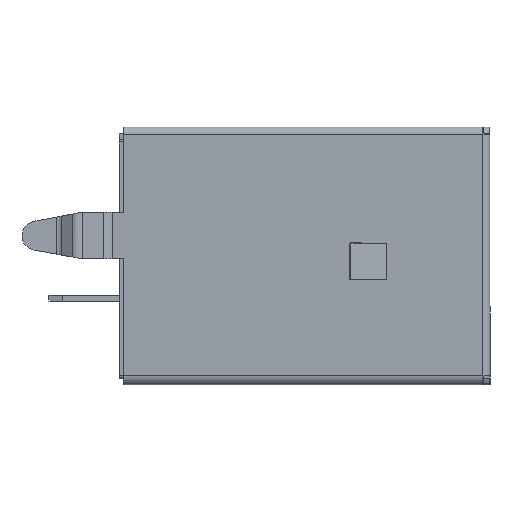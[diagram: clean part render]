
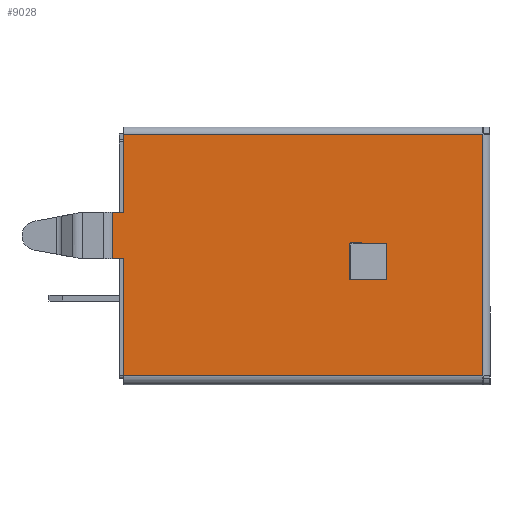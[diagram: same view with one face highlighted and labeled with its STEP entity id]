
A CAD part, left-side view. The second image highlights one B-rep face of the part: STEP entity #9028.
In plain terms, the highlighted planar face has unit normal (-1, 0, 0).
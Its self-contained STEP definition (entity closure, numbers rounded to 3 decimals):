
#2135=ORIENTED_EDGE('',*,*,#3858,.T.);
#2136=ORIENTED_EDGE('',*,*,#3816,.T.);
#2137=ORIENTED_EDGE('',*,*,#3859,.T.);
#2138=ORIENTED_EDGE('',*,*,#3826,.F.);
#2139=ORIENTED_EDGE('',*,*,#3860,.T.);
#2140=ORIENTED_EDGE('',*,*,#3861,.T.);
#2141=ORIENTED_EDGE('',*,*,#3862,.T.);
#2142=ORIENTED_EDGE('',*,*,#3863,.T.);
#2143=ORIENTED_EDGE('',*,*,#3864,.T.);
#2144=ORIENTED_EDGE('',*,*,#3865,.T.);
#2145=ORIENTED_EDGE('',*,*,#3866,.T.);
#2146=ORIENTED_EDGE('',*,*,#3867,.T.);
#3816=EDGE_CURVE('',#4817,#4816,#5916,.T.);
#3826=EDGE_CURVE('',#4826,#4827,#5923,.T.);
#3858=EDGE_CURVE('',#4847,#4817,#5944,.T.);
#3859=EDGE_CURVE('',#4816,#4827,#5945,.T.);
#3860=EDGE_CURVE('',#4826,#4848,#5946,.T.);
#3861=EDGE_CURVE('',#4848,#4849,#5947,.T.);
#3862=EDGE_CURVE('',#4849,#4850,#5948,.T.);
#3863=EDGE_CURVE('',#4850,#4847,#5949,.T.);
#3864=EDGE_CURVE('',#4851,#4852,#5950,.T.);
#3865=EDGE_CURVE('',#4852,#4853,#5951,.T.);
#3866=EDGE_CURVE('',#4853,#4854,#5952,.T.);
#3867=EDGE_CURVE('',#4854,#4851,#5953,.T.);
#4816=VERTEX_POINT('',#14896);
#4817=VERTEX_POINT('',#14898);
#4826=VERTEX_POINT('',#14917);
#4827=VERTEX_POINT('',#14919);
#4847=VERTEX_POINT('',#14981);
#4848=VERTEX_POINT('',#14984);
#4849=VERTEX_POINT('',#14986);
#4850=VERTEX_POINT('',#14988);
#4851=VERTEX_POINT('',#14991);
#4852=VERTEX_POINT('',#14992);
#4853=VERTEX_POINT('',#14994);
#4854=VERTEX_POINT('',#14996);
#5916=LINE('',#14897,#7054);
#5923=LINE('',#14918,#7061);
#5944=LINE('',#14980,#7082);
#5945=LINE('',#14982,#7083);
#5946=LINE('',#14983,#7084);
#5947=LINE('',#14985,#7085);
#5948=LINE('',#14987,#7086);
#5949=LINE('',#14989,#7087);
#5950=LINE('',#14990,#7088);
#5951=LINE('',#14993,#7089);
#5952=LINE('',#14995,#7090);
#5953=LINE('',#14997,#7091);
#7054=VECTOR('',#12252,1000.);
#7061=VECTOR('',#12267,1000.);
#7082=VECTOR('',#12330,1000.);
#7083=VECTOR('',#12331,1000.);
#7084=VECTOR('',#12332,1000.);
#7085=VECTOR('',#12333,1000.);
#7086=VECTOR('',#12334,1000.);
#7087=VECTOR('',#12335,1000.);
#7088=VECTOR('',#12336,1000.);
#7089=VECTOR('',#12337,1000.);
#7090=VECTOR('',#12338,1000.);
#7091=VECTOR('',#12339,1000.);
#7682=EDGE_LOOP('',(#2135,#2136,#2137,#2138,#2139,#2140,#2141,#2142));
#7683=EDGE_LOOP('',(#2143,#2144,#2145,#2146));
#8162=FACE_BOUND('',#7682,.T.);
#8163=FACE_BOUND('',#7683,.T.);
#8610=PLANE('',#10417);
#9028=ADVANCED_FACE('',(#8162,#8163),#8610,.T.);
#10417=AXIS2_PLACEMENT_3D('',#14979,#12328,#12329);
#12252=DIRECTION('',(0.,1.,0.));
#12267=DIRECTION('',(0.,1.,0.));
#12328=DIRECTION('',(-1.,0.,0.));
#12329=DIRECTION('',(0.,-1.,0.));
#12330=DIRECTION('',(0.,0.,-1.));
#12331=DIRECTION('',(0.,0.,-1.));
#12332=DIRECTION('',(0.,0.,-1.));
#12333=DIRECTION('',(0.,-1.,0.));
#12334=DIRECTION('',(0.,0.,1.));
#12335=DIRECTION('',(0.,1.,0.));
#12336=DIRECTION('',(0.,0.,1.));
#12337=DIRECTION('',(0.,-1.,0.));
#12338=DIRECTION('',(0.,0.,-1.));
#12339=DIRECTION('',(0.,1.,0.));
#14896=CARTESIAN_POINT('',(-6.1,16.4,1.89));
#14897=CARTESIAN_POINT('',(-6.1,15.9,1.89));
#14898=CARTESIAN_POINT('',(-6.1,15.9,1.89));
#14917=CARTESIAN_POINT('',(-6.1,15.9,-0.11));
#14918=CARTESIAN_POINT('',(-6.1,15.9,-0.11));
#14919=CARTESIAN_POINT('',(-6.1,16.4,-0.11));
#14979=CARTESIAN_POINT('',(-6.1,0.,0.));
#14980=CARTESIAN_POINT('',(-6.1,15.9,5.6));
#14981=CARTESIAN_POINT('',(-6.1,15.9,5.29));
#14982=CARTESIAN_POINT('',(-6.1,16.4,1.89));
#14983=CARTESIAN_POINT('',(-6.1,15.9,5.6));
#14984=CARTESIAN_POINT('',(-6.1,15.9,-5.2));
#14985=CARTESIAN_POINT('',(-6.1,15.9,-5.2));
#14986=CARTESIAN_POINT('',(-6.1,0.31,-5.2));
#14987=CARTESIAN_POINT('',(-6.1,0.31,-5.6));
#14988=CARTESIAN_POINT('',(-6.1,0.31,5.29));
#14989=CARTESIAN_POINT('',(-6.1,0.31,5.29));
#14990=CARTESIAN_POINT('',(-6.1,6.08,-1.02));
#14991=CARTESIAN_POINT('',(-6.1,6.08,-1.02));
#14992=CARTESIAN_POINT('',(-6.1,6.08,0.56));
#14993=CARTESIAN_POINT('',(-6.1,6.08,0.56));
#14994=CARTESIAN_POINT('',(-6.1,4.5,0.56));
#14995=CARTESIAN_POINT('',(-6.1,4.5,0.56));
#14996=CARTESIAN_POINT('',(-6.1,4.5,-1.02));
#14997=CARTESIAN_POINT('',(-6.1,4.5,-1.02));
